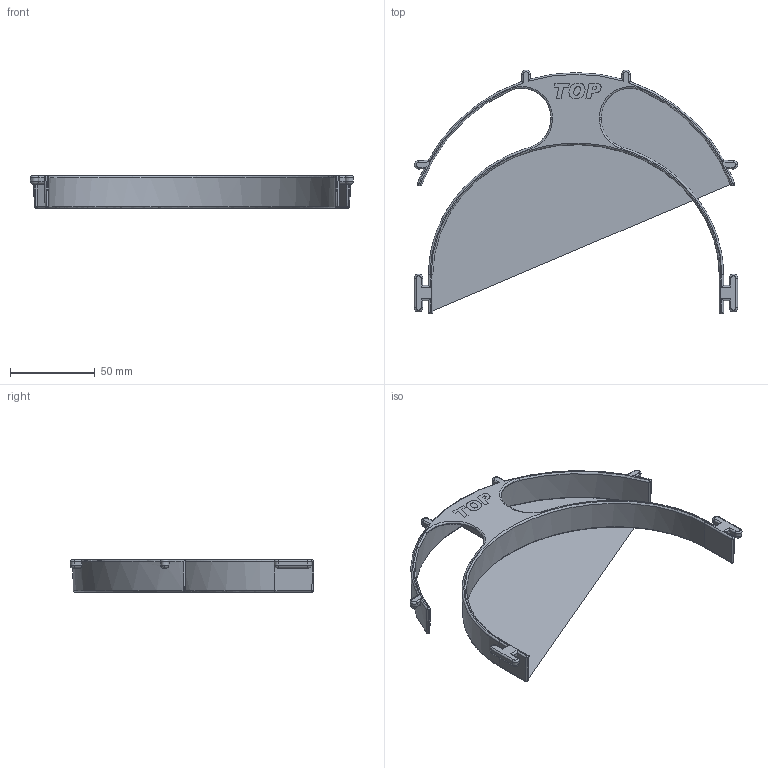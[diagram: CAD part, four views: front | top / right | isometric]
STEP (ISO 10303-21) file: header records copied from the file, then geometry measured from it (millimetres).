
FILE_DESCRIPTION (( 'STEP AP214' ), '1' );
FILE_NAME ('seemecnc-injection-molded-headband_rc2compatible.STEP', '2020-03-22T21:09:09', ( '' ), ( '' ), 'SwSTEP 2.0', 'SolidWorks 2018', '' );
FILE_SCHEMA (( 'AUTOMOTIVE_DESIGN' ));
Length unit declared in the file: millimetre
Products named in the file (1): seemecnc-injection-molded-headband_rc2compatible
Bounding box: 190.95 x 144.15 x 19 mm (x, y, z)
Volume: 28898.5 mm3; surface area: 27460 mm2
Topology: 1 solids, 1 shells, 211 faces, 515 edges, 311 vertices
Faces by surface type: cylinder 64, plane 61, bspline 37, torus 29, cone 11, sphere 9
Entity records: 10140 total; most frequent: CARTESIAN_POINT 5531, ORIENTED_EDGE 1030, DIRECTION 860, EDGE_CURVE 515, AXIS2_PLACEMENT_3D 320, VERTEX_POINT 311, VECTOR 220, LINE 220
